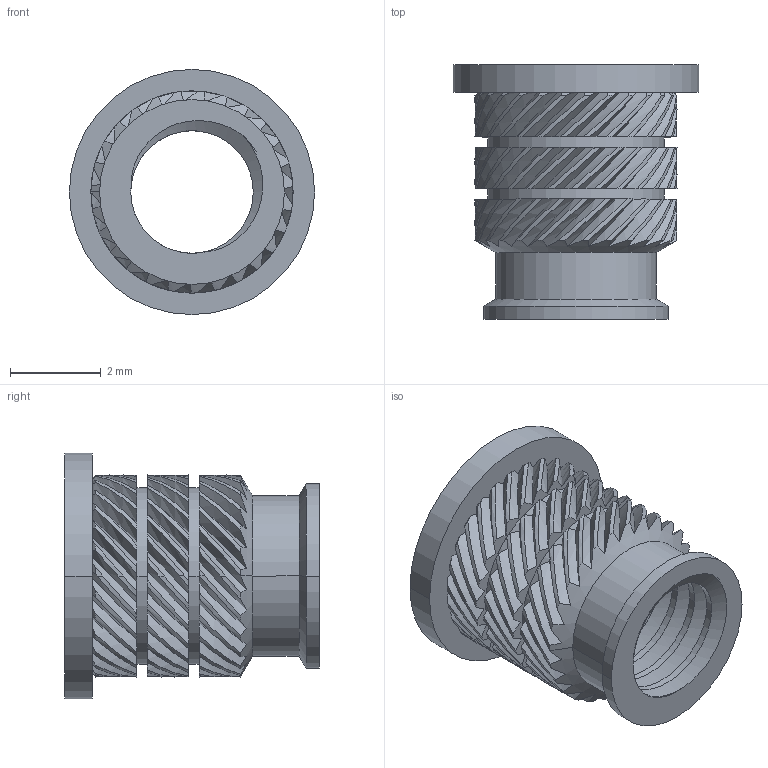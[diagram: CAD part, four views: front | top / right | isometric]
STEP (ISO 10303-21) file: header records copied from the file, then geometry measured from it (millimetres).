
FILE_DESCRIPTION (( 'STEP AP214' ), '1' );
FILE_NAME ('F2-B-M3-Pressfit_2.STEP', '2022-06-06T18:24:03', ( '' ), ( '' ), 'SwSTEP 2.0', 'SolidWorks 2021', '' );
FILE_SCHEMA (( 'AUTOMOTIVE_DESIGN' ));
Length unit declared in the file: millimetre
Products named in the file (1): F2-B-M3-Pressfit_2
Bounding box: 5.4 x 5.6 x 5.4 mm (x, y, z)
Volume: 39.7 mm3; surface area: 236.1 mm2
Topology: 1 solids, 1 shells, 323 faces, 942 edges, 626 vertices
Faces by surface type: bspline 164, cylinder 117, cone 35, plane 7
Entity records: 16486 total; most frequent: CARTESIAN_POINT 9775, ORIENTED_EDGE 1884, DIRECTION 956, EDGE_CURVE 942, VERTEX_POINT 626, AXIS2_PLACEMENT_3D 375, EDGE_LOOP 330, FACE_OUTER_BOUND 323
